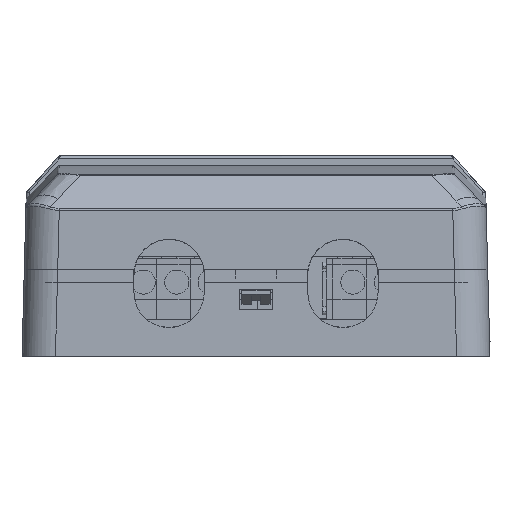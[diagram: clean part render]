
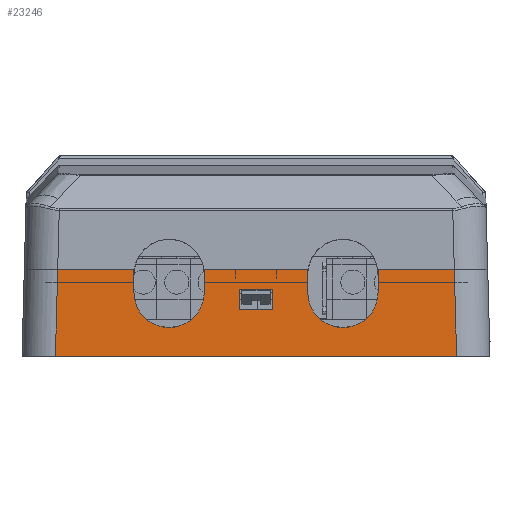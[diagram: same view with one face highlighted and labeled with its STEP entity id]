
A CAD part, left-side view. The second image highlights one B-rep face of the part: STEP entity #23246.
In plain terms, the highlighted planar face has unit normal (-1, 0, 0.026).
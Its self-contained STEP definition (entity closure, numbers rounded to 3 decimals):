
#4771=CARTESIAN_POINT('',(31.059,61.589,-5.5));
#4779=DIRECTION('',(0.,-1.,0.));
#4780=VECTOR('',#4779,60.002);
#4781=CARTESIAN_POINT('',(31.059,61.589,-5.5));
#4782=LINE('',#4781,#4780);
#4789=CARTESIAN_POINT('',(31.059,1.586,-5.5));
#10073=DIRECTION('',(-0.026,0.,-1.));
#10074=VECTOR('',#10073,3.001);
#10075=CARTESIAN_POINT('',(31.321,34.088,4.5));
#10076=LINE('',#10075,#10074);
#10077=DIRECTION('',(0.,-1.,0.));
#10078=VECTOR('',#10077,5.);
#10079=CARTESIAN_POINT('',(31.243,34.088,1.5));
#10080=LINE('',#10079,#10078);
#10081=DIRECTION('',(0.026,0.,1.));
#10082=VECTOR('',#10081,3.001);
#10083=CARTESIAN_POINT('',(31.243,29.088,1.5));
#10084=LINE('',#10083,#10082);
#10085=DIRECTION('',(0.,1.,0.));
#10086=VECTOR('',#10085,5.);
#10087=CARTESIAN_POINT('',(31.321,29.088,4.5));
#10088=LINE('',#10087,#10086);
#10089=CARTESIAN_POINT('',(31.31,49.838,4.05));
#10090=CARTESIAN_POINT('',(31.293,49.838,3.431));
#10091=CARTESIAN_POINT('',(31.258,49.614,2.095));
#10092=CARTESIAN_POINT('',(31.209,48.41,
0.227));
#10093=CARTESIAN_POINT('',(31.183,46.857,
-0.775));
#10094=CARTESIAN_POINT('',(31.173,45.536,
-1.145));
#10095=CARTESIAN_POINT('',(31.171,44.588,
-1.228));
#10096=CARTESIAN_POINT('',(31.173,43.639,
-1.145));
#10097=CARTESIAN_POINT('',(31.183,42.318,
-0.775));
#10098=CARTESIAN_POINT('',(31.209,40.765,
0.227));
#10099=CARTESIAN_POINT('',(31.258,39.562,2.095));
#10100=CARTESIAN_POINT('',(31.293,39.338,3.431));
#10101=CARTESIAN_POINT('',(31.31,39.338,4.05));
#10103=DIRECTION('',(-0.026,0.,-1.));
#10104=VECTOR('',#10103,3.451);
#10105=CARTESIAN_POINT('',(31.4,39.338,7.5));
#10106=LINE('',#10105,#10104);
#10107=DIRECTION('',(0.,-1.,0.));
#10108=VECTOR('',#10107,15.5);
#10109=CARTESIAN_POINT('',(31.4,39.338,7.5));
#10110=LINE('',#10109,#10108);
#10111=DIRECTION('',(-0.026,0.,-1.));
#10112=VECTOR('',#10111,3.451);
#10113=CARTESIAN_POINT('',(31.4,23.838,7.5));
#10114=LINE('',#10113,#10112);
#10115=CARTESIAN_POINT('',(31.31,23.838,4.05));
#10116=CARTESIAN_POINT('',(31.293,23.838,3.431));
#10117=CARTESIAN_POINT('',(31.258,23.614,2.095));
#10118=CARTESIAN_POINT('',(31.209,22.41,
0.227));
#10119=CARTESIAN_POINT('',(31.183,20.857,
-0.775));
#10120=CARTESIAN_POINT('',(31.173,19.536,
-1.145));
#10121=CARTESIAN_POINT('',(31.171,18.588,
-1.228));
#10122=CARTESIAN_POINT('',(31.173,17.639,
-1.145));
#10123=CARTESIAN_POINT('',(31.183,16.318,
-0.775));
#10124=CARTESIAN_POINT('',(31.209,14.765,
0.227));
#10125=CARTESIAN_POINT('',(31.258,13.562,2.095));
#10126=CARTESIAN_POINT('',(31.293,13.338,3.431));
#10127=CARTESIAN_POINT('',(31.31,13.338,4.05));
#10129=DIRECTION('',(-0.026,0.,-1.));
#10130=VECTOR('',#10129,3.451);
#10131=CARTESIAN_POINT('',(31.4,13.338,7.5));
#10132=LINE('',#10131,#10130);
#10133=DIRECTION('',(0.,-1.,0.));
#10134=VECTOR('',#10133,11.411);
#10135=CARTESIAN_POINT('',(31.4,13.338,7.5));
#10136=LINE('',#10135,#10134);
#10137=DIRECTION('',(0.026,0.026,0.999));
#10138=VECTOR('',#10137,13.009);
#10139=CARTESIAN_POINT('',(31.059,1.586,
-5.5));
#10140=LINE('',#10139,#10138);
#10141=DIRECTION('',(0.026,-0.026,0.999));
#10142=VECTOR('',#10141,13.009);
#10143=CARTESIAN_POINT('',(31.059,61.589,
-5.5));
#10144=LINE('',#10143,#10142);
#10145=DIRECTION('',(0.,-1.,0.));
#10146=VECTOR('',#10145,11.411);
#10147=CARTESIAN_POINT('',(31.4,61.248,7.5));
#10148=LINE('',#10147,#10146);
#10149=DIRECTION('',(-0.026,0.,-1.));
#10150=VECTOR('',#10149,3.451);
#10151=CARTESIAN_POINT('',(31.4,49.838,7.5));
#10152=LINE('',#10151,#10150);
#13137=VERTEX_POINT('',#4771);
#13140=VERTEX_POINT('',#4789);
#13149=CARTESIAN_POINT('',(31.4,61.248,7.5));
#13150=VERTEX_POINT('',#13149);
#13155=CARTESIAN_POINT('',(31.4,1.927,7.5));
#13156=VERTEX_POINT('',#13155);
#14071=CARTESIAN_POINT('',(31.321,34.088,4.5));
#14072=CARTESIAN_POINT('',(31.243,34.088,1.5));
#14073=VERTEX_POINT('',#14071);
#14074=VERTEX_POINT('',#14072);
#14075=CARTESIAN_POINT('',(31.243,29.088,1.5));
#14076=VERTEX_POINT('',#14075);
#14077=CARTESIAN_POINT('',(31.321,29.088,4.5));
#14078=VERTEX_POINT('',#14077);
#14095=CARTESIAN_POINT('',(31.4,39.338,7.5));
#14097=VERTEX_POINT('',#14095);
#14099=CARTESIAN_POINT('',(31.4,49.838,7.5));
#14101=VERTEX_POINT('',#14099);
#14103=CARTESIAN_POINT('',(31.4,13.338,7.5));
#14105=VERTEX_POINT('',#14103);
#14107=CARTESIAN_POINT('',(31.4,23.838,7.5));
#14109=VERTEX_POINT('',#14107);
#14111=VERTEX_POINT('',#10089);
#14112=VERTEX_POINT('',#10101);
#14113=CARTESIAN_POINT('',(31.31,13.338,4.05));
#14114=VERTEX_POINT('',#14113);
#14115=CARTESIAN_POINT('',(31.31,23.838,4.05));
#14116=VERTEX_POINT('',#14115);
#23207=CARTESIAN_POINT('',(31.059,-7.206,
-5.5));
#23208=DIRECTION('',(-1.,0.,0.026));
#23209=DIRECTION('',(0.,-1.,0.));
#23210=AXIS2_PLACEMENT_3D('',#23207,#23208,#23209);
#23211=PLANE('',#23210);
#23213=ORIENTED_EDGE('',*,*,#23212,.T.);
#23215=ORIENTED_EDGE('',*,*,#23214,.F.);
#23217=ORIENTED_EDGE('',*,*,#23216,.T.);
#23219=ORIENTED_EDGE('',*,*,#23218,.T.);
#23221=ORIENTED_EDGE('',*,*,#23220,.T.);
#23223=ORIENTED_EDGE('',*,*,#23222,.F.);
#23225=ORIENTED_EDGE('',*,*,#23224,.T.);
#23227=ORIENTED_EDGE('',*,*,#23226,.F.);
#23228=ORIENTED_EDGE('',*,*,#15333,.F.);
#23230=ORIENTED_EDGE('',*,*,#23229,.T.);
#23232=ORIENTED_EDGE('',*,*,#23231,.T.);
#23234=ORIENTED_EDGE('',*,*,#23233,.T.);
#23235=EDGE_LOOP('',(#23213,#23215,#23217,#23219,#23221,#23223,#23225,#23227,
#23228,#23230,#23232,#23234));
#23236=FACE_OUTER_BOUND('',#23235,.F.);
#23237=ORIENTED_EDGE('',*,*,#23197,.T.);
#23239=ORIENTED_EDGE('',*,*,#23238,.T.);
#23241=ORIENTED_EDGE('',*,*,#23240,.T.);
#23243=ORIENTED_EDGE('',*,*,#23242,.T.);
#23244=EDGE_LOOP('',(#23237,#23239,#23241,#23243));
#23245=FACE_BOUND('',#23244,.F.);
#23246=ADVANCED_FACE('',(#23236,#23245),#23211,.T.);
#10102=B_SPLINE_CURVE_WITH_KNOTS('',3,(#10089,#10090,#10091,#10092,#10093,
#10094,#10095,#10096,#10097,#10098,#10099,#10100,#10101),.UNSPECIFIED.,.F.,.F.,(
4,1,1,1,1,1,1,1,1,1,4),(0.,0.125,0.25,0.375,0.438,0.5,0.563,
0.625,0.75,0.875,1.),.UNSPECIFIED.);
#10128=B_SPLINE_CURVE_WITH_KNOTS('',3,(#10115,#10116,#10117,#10118,#10119,
#10120,#10121,#10122,#10123,#10124,#10125,#10126,#10127),.UNSPECIFIED.,.F.,.F.,(
4,1,1,1,1,1,1,1,1,1,4),(0.,0.125,0.25,0.375,0.438,0.5,0.563,
0.625,0.75,0.875,1.),.UNSPECIFIED.);
#15333=EDGE_CURVE('',#13137,#13140,#4782,.T.);
#23197=EDGE_CURVE('',#14073,#14074,#10076,.T.);
#23212=EDGE_CURVE('',#14111,#14112,#10102,.T.);
#23214=EDGE_CURVE('',#14097,#14112,#10106,.T.);
#23216=EDGE_CURVE('',#14097,#14109,#10110,.T.);
#23218=EDGE_CURVE('',#14109,#14116,#10114,.T.);
#23220=EDGE_CURVE('',#14116,#14114,#10128,.T.);
#23222=EDGE_CURVE('',#14105,#14114,#10132,.T.);
#23224=EDGE_CURVE('',#14105,#13156,#10136,.T.);
#23226=EDGE_CURVE('',#13140,#13156,#10140,.T.);
#23229=EDGE_CURVE('',#13137,#13150,#10144,.T.);
#23231=EDGE_CURVE('',#13150,#14101,#10148,.T.);
#23233=EDGE_CURVE('',#14101,#14111,#10152,.T.);
#23238=EDGE_CURVE('',#14074,#14076,#10080,.T.);
#23240=EDGE_CURVE('',#14076,#14078,#10084,.T.);
#23242=EDGE_CURVE('',#14078,#14073,#10088,.T.);
